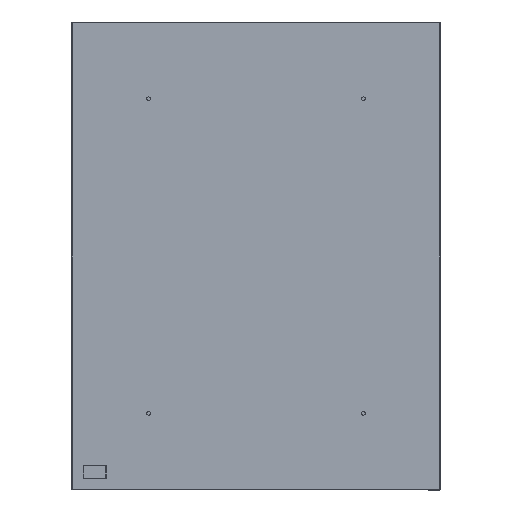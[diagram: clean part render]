
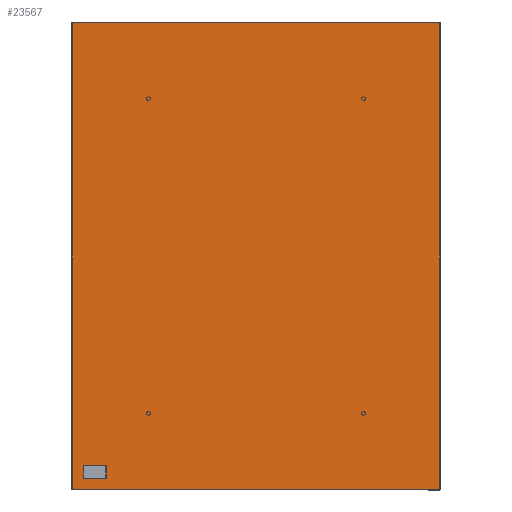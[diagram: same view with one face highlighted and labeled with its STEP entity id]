
A CAD part, left-side view. The second image highlights one B-rep face of the part: STEP entity #23567.
In plain terms, the highlighted planar face has unit normal (-1, 0, 0).
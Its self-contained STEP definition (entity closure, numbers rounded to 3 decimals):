
#23206=CARTESIAN_POINT('',(5702.484,5367.423,1.131));
#23207=VERTEX_POINT('',#23206);
#23208=CARTESIAN_POINT('',(5702.484,5367.423,608.369));
#23209=VERTEX_POINT('',#23208);
#23210=CARTESIAN_POINT('',(5702.484,5367.423,1.131));
#23211=DIRECTION('',(0.0,0.0,1.0));
#23212=VECTOR('',#23211,607.237);
#23213=LINE('',#23210,#23212);
#23214=EDGE_CURVE('',#23207,#23209,#23213,.T.);
#23246=CARTESIAN_POINT('',(5702.484,5367.091,608.7));
#23247=VERTEX_POINT('',#23246);
#23248=CARTESIAN_POINT('',(5702.484,5367.423,608.369));
#23249=DIRECTION('',(0.0,-0.707,0.707));
#23250=VECTOR('',#23249,0.469);
#23251=LINE('',#23248,#23250);
#23252=EDGE_CURVE('',#23209,#23247,#23251,.T.);
#23277=CARTESIAN_POINT('',(5702.484,4889.354,608.7));
#23278=VERTEX_POINT('',#23277);
#23279=CARTESIAN_POINT('',(5702.484,5367.091,608.7));
#23280=DIRECTION('',(0.0,-1.0,0.0));
#23281=VECTOR('',#23280,477.737);
#23282=LINE('',#23279,#23281);
#23283=EDGE_CURVE('',#23247,#23278,#23282,.T.);
#23317=CARTESIAN_POINT('',(5702.484,4889.023,608.369));
#23318=VERTEX_POINT('',#23317);
#23319=CARTESIAN_POINT('',(5702.484,4889.354,608.7));
#23320=DIRECTION('',(0.0,-0.707,-0.707));
#23321=VECTOR('',#23320,0.469);
#23322=LINE('',#23319,#23321);
#23323=EDGE_CURVE('',#23278,#23318,#23322,.T.);
#23348=CARTESIAN_POINT('',(5702.484,4889.023,1.131));
#23349=VERTEX_POINT('',#23348);
#23350=CARTESIAN_POINT('',(5702.484,4889.023,608.369));
#23351=DIRECTION('',(0.0,0.0,-1.0));
#23352=VECTOR('',#23351,607.237);
#23353=LINE('',#23350,#23352);
#23354=EDGE_CURVE('',#23318,#23349,#23353,.T.);
#23379=CARTESIAN_POINT('',(5702.484,4889.354,0.8));
#23380=VERTEX_POINT('',#23379);
#23381=CARTESIAN_POINT('',(5702.484,4889.023,1.131));
#23382=DIRECTION('',(0.0,0.707,-0.707));
#23383=VECTOR('',#23382,0.469);
#23384=LINE('',#23381,#23383);
#23385=EDGE_CURVE('',#23349,#23380,#23384,.T.);
#23410=CARTESIAN_POINT('',(5702.484,5367.091,0.8));
#23411=VERTEX_POINT('',#23410);
#23412=CARTESIAN_POINT('',(5702.484,4889.354,0.8));
#23413=DIRECTION('',(0.0,1.0,0.0));
#23414=VECTOR('',#23413,477.737);
#23415=LINE('',#23412,#23414);
#23416=EDGE_CURVE('',#23380,#23411,#23415,.T.);
#23439=CARTESIAN_POINT('',(5702.484,5367.091,0.8));
#23440=DIRECTION('',(0.0,0.707,0.707));
#23441=VECTOR('',#23440,0.469);
#23442=LINE('',#23439,#23441);
#23443=EDGE_CURVE('',#23411,#23207,#23442,.T.);
#23552=CARTESIAN_POINT('',(5702.484,5128.223,0.799));
#23553=DIRECTION('',(-1.0,0.0,0.0));
#23554=DIRECTION('',(0.0,0.0,1.0));
#23555=AXIS2_PLACEMENT_3D('',#23552,#23553,#23554);
#23556=PLANE('',#23555);
#23557=ORIENTED_EDGE('',*,*,#23214,.F.);
#23558=ORIENTED_EDGE('',*,*,#23443,.F.);
#23559=ORIENTED_EDGE('',*,*,#23416,.F.);
#23560=ORIENTED_EDGE('',*,*,#23385,.F.);
#23561=ORIENTED_EDGE('',*,*,#23354,.F.);
#23562=ORIENTED_EDGE('',*,*,#23323,.F.);
#23563=ORIENTED_EDGE('',*,*,#23283,.F.);
#23564=ORIENTED_EDGE('',*,*,#23252,.F.);
#23565=EDGE_LOOP('',(#23557,#23558,#23559,#23560,#23561,#23562,#23563,#23564));
#23566=FACE_OUTER_BOUND('',#23565,.T.);
#23567=ADVANCED_FACE('',(#23566),#23556,.T.);
